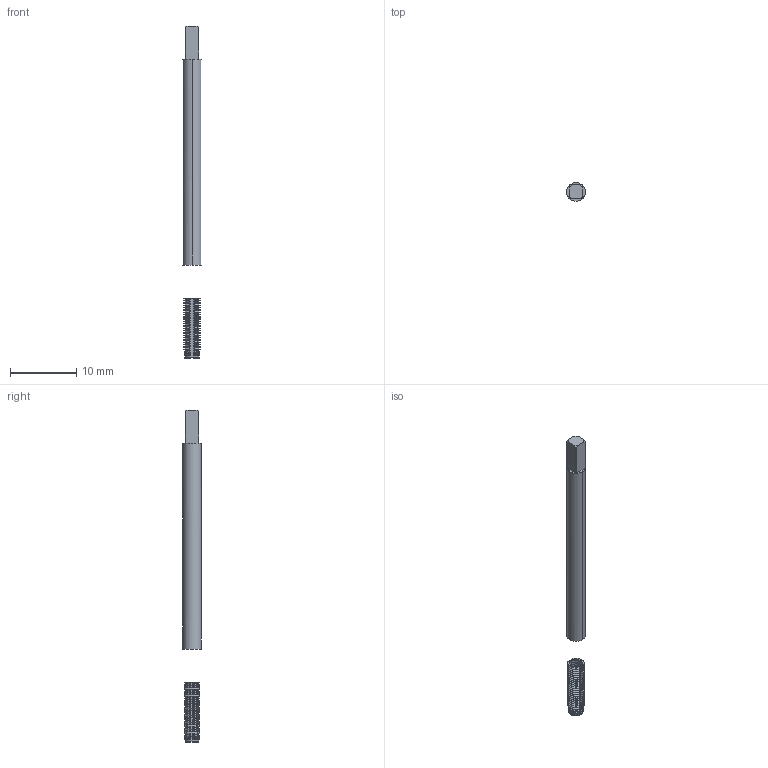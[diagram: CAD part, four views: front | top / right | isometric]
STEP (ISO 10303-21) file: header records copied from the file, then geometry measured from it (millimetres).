
FILE_DESCRIPTION(('no description'),'unknown implementation level');
FILE_NAME('solidQqfU__yTuGW2aFc5G8TsyQnytDc_1.STP',' ',('CIM GmbH Aachen'),('CADClick - KiM GmbH - www.kimweb.de'),'unknown preprocess','ACIS','unknown authorization');
FILE_SCHEMA(('automotive_design'));
Length unit declared in the file: millimetre
Products named in the file (2): 1; 2
Bounding box: 2.8 x 2.8 x 50 mm (x, y, z)
Volume: 222.2 mm3; surface area: 480 mm2
Topology: 2 solids, 2 shells, 402 faces, 1091 edges, 692 vertices
Faces by surface type: cone 224, cylinder 162, plane 16
Entity records: 26006 total; most frequent: CARTESIAN_POINT 3822, STYLED_ITEM 2187, PRESENTATION_STYLE_ASSIGNMENT 2187, COLOUR_RGB 2187, ORIENTED_EDGE 2182, DIRECTION 2099, EDGE_CURVE 1091, CURVE_STYLE 1091
